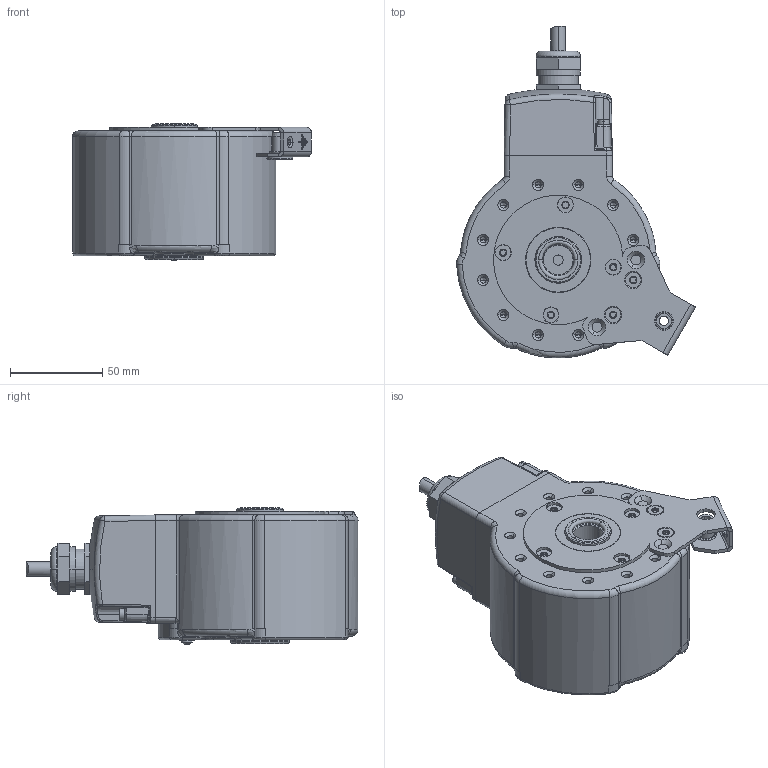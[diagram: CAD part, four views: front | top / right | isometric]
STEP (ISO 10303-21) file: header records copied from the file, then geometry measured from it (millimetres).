
FILE_DESCRIPTION((''),'2;1');
FILE_NAME('870330-02','2013-08-09T',('se2562'),(''),'PRO/ENGINEER BY PARAMETRIC TECHNOLOGY CORPORATION, 2011410','PRO/ENGINEER BY PARAMETRIC TECHNOLOGY CORPORATION, 2011410','');
FILE_SCHEMA(('CONFIG_CONTROL_DESIGN'));
Length unit declared in the file: millimetre
Products named in the file (1): 870330-02
Bounding box: 129.13 x 179.52 x 73.8 mm (x, y, z)
Volume: 335962.3 mm3; surface area: 128573.6 mm2
Topology: 4 solids, 7 shells, 1181 faces, 2879 edges, 1768 vertices
Faces by surface type: cylinder 506, plane 316, cone 159, torus 124, bspline 50, sphere 22, extrusion 3, revolution 1
Entity records: 45131 total; most frequent: CARTESIAN_POINT 17081, DIRECTION 6241, ORIENTED_EDGE 5718, EDGE_CURVE 2859, AXIS2_PLACEMENT_3D 2609, VERTEX_POINT 1768, CIRCLE 1482, EDGE_LOOP 1295
